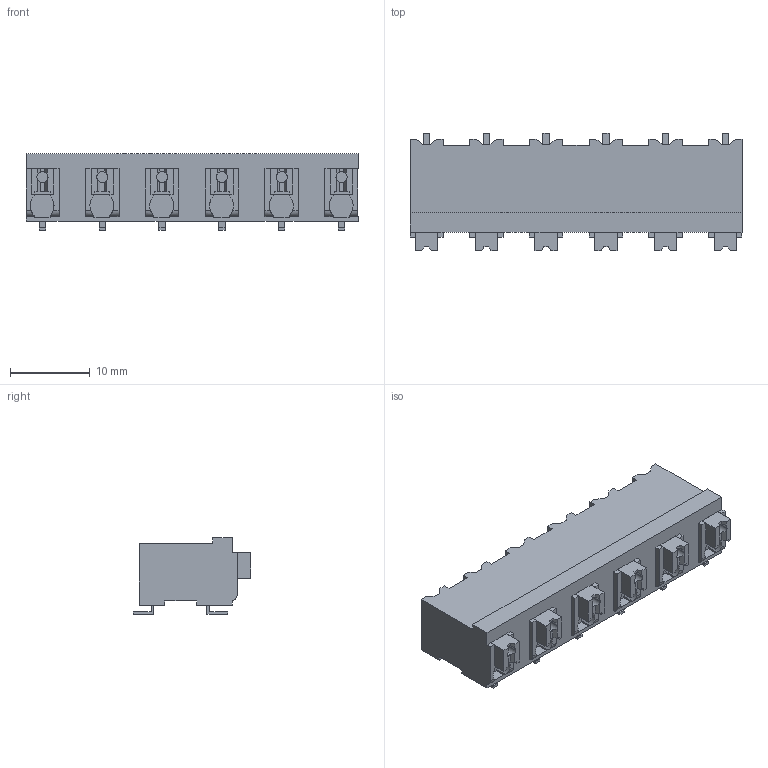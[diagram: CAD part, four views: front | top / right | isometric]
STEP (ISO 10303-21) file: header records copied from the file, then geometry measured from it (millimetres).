
FILE_DESCRIPTION(('CATIA V5 STEP Exchange','CAx-IF Rec.Pracs.--- Model Styling and Organization---1.2---2011-12-15'),'2;1');
FILE_NAME ('D1452255_0_1473980000_1473980000.stp','2018-03-19T12:41:25+00:00',('none'),('Weidmueller'),'CATIA Version 5-6 Release 2014','CATIA V5 STEP AP214','none');
FILE_SCHEMA(('AUTOMOTIVE_DESIGN { 1 0 10303 214 1 1 1 1 }'));
Length unit declared in the file: millimetre
Products named in the file (1): 1473980000
Bounding box: 41.63 x 14.75 x 9.65 mm (x, y, z)
Volume: 3038.7 mm3; surface area: 3196 mm2
Topology: 19 solids, 19 shells, 520 faces, 1470 edges, 986 vertices
Faces by surface type: plane 484, cylinder 36
Entity records: 16036 total; most frequent: CARTESIAN_POINT 3031, ORIENTED_EDGE 2940, DIRECTION 2085, EDGE_CURVE 1470, VECTOR 1338, LINE 1338, VERTEX_POINT 986, EDGE_LOOP 530
